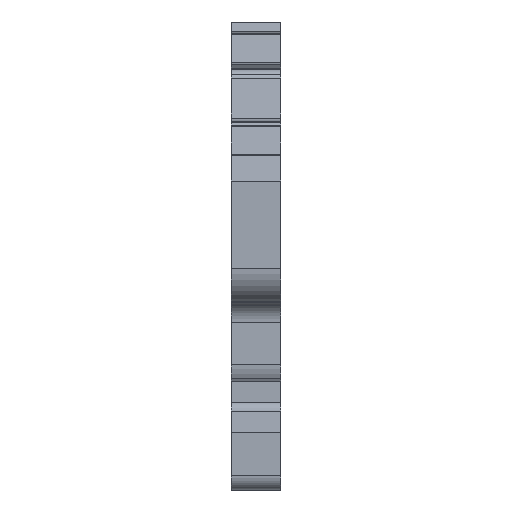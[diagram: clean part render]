
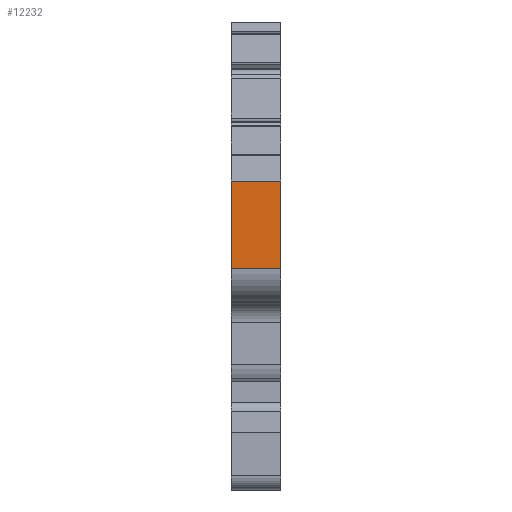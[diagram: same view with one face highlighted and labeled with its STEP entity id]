
A CAD part, left-side view. The second image highlights one B-rep face of the part: STEP entity #12232.
In plain terms, the highlighted planar face has unit normal (-1, 0, 0).
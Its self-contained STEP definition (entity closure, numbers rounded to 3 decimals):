
#353 = LINE ( 'NONE', #14053, #18966 ) ;
#4343 = EDGE_CURVE ( 'NONE', #34380, #26887, #353, .T. ) ;
#5484 = DIRECTION ( 'NONE',  ( 0., 1., 0. ) ) ;
#6623 = VERTEX_POINT ( 'NONE', #23241 ) ;
#7776 = ORIENTED_EDGE ( 'NONE', *, *, #13640, .F. ) ;
#10388 = DIRECTION ( 'NONE',  ( 0., 0., 1. ) ) ;
#11061 = ORIENTED_EDGE ( 'NONE', *, *, #4343, .T. ) ;
#11908 = VECTOR ( 'NONE', #32580, 1000. ) ;
#12232 = ADVANCED_FACE ( 'NONE', ( #25561 ), #37705, .F. ) ;
#13018 = CARTESIAN_POINT ( 'NONE',  ( -40.15, 3.5, 14.839 ) ) ;
#13061 = CARTESIAN_POINT ( 'NONE',  ( -40.15, 0., 8.728 ) ) ;
#13213 = DIRECTION ( 'NONE',  ( 0., -1., 0. ) ) ;
#13229 = CARTESIAN_POINT ( 'NONE',  ( -40.15, 0., 14.839 ) ) ;
#13640 = EDGE_CURVE ( 'NONE', #34380, #6623, #36216, .T. ) ;
#14053 = CARTESIAN_POINT ( 'NONE',  ( -40.15, 3.5, 8.728 ) ) ;
#15517 = CARTESIAN_POINT ( 'NONE',  ( -40.15, 3.5, 8.728 ) ) ;
#16021 = LINE ( 'NONE', #13018, #29929 ) ;
#18966 = VECTOR ( 'NONE', #27101, 1000. ) ;
#19277 = EDGE_LOOP ( 'NONE', ( #21820, #21689, #7776, #11061 ) ) ;
#19368 = VECTOR ( 'NONE', #10388, 1000. ) ;
#20201 = CARTESIAN_POINT ( 'NONE',  ( -40.15, 3.5, 8.728 ) ) ;
#21689 = ORIENTED_EDGE ( 'NONE', *, *, #27892, .F. ) ;
#21820 = ORIENTED_EDGE ( 'NONE', *, *, #33576, .T. ) ;
#22871 = AXIS2_PLACEMENT_3D ( 'NONE', #35148, #41081, #5484 ) ;
#23241 = CARTESIAN_POINT ( 'NONE',  ( -40.15, 3.5, 14.839 ) ) ;
#24063 = CARTESIAN_POINT ( 'NONE',  ( -40.15, 0., 8.728 ) ) ;
#25075 = VERTEX_POINT ( 'NONE', #13229 ) ;
#25561 = FACE_OUTER_BOUND ( 'NONE', #19277, .T. ) ;
#26887 = VERTEX_POINT ( 'NONE', #13061 ) ;
#27101 = DIRECTION ( 'NONE',  ( 0., -1., 0. ) ) ;
#27892 = EDGE_CURVE ( 'NONE', #6623, #25075, #16021, .T. ) ;
#29929 = VECTOR ( 'NONE', #13213, 1000. ) ;
#32580 = DIRECTION ( 'NONE',  ( 0., 0., 1. ) ) ;
#33576 = EDGE_CURVE ( 'NONE', #26887, #25075, #36232, .T. ) ;
#34380 = VERTEX_POINT ( 'NONE', #15517 ) ;
#35148 = CARTESIAN_POINT ( 'NONE',  ( -40.15, 3.5, 8.728 ) ) ;
#36216 = LINE ( 'NONE', #20201, #11908 ) ;
#36232 = LINE ( 'NONE', #24063, #19368 ) ;
#37705 = PLANE ( 'NONE',  #22871 ) ;
#41081 = DIRECTION ( 'NONE',  ( 1., 0., 0. ) ) ;
